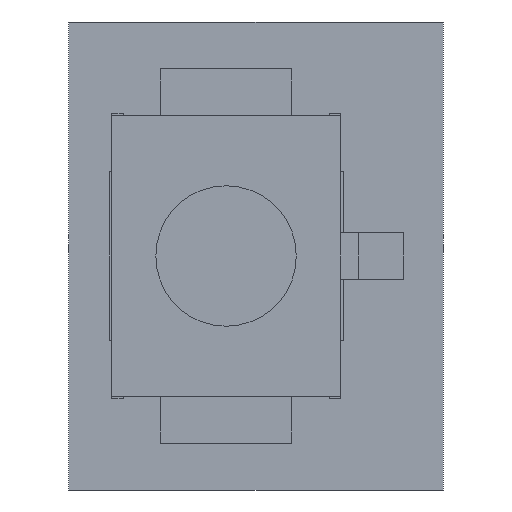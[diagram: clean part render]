
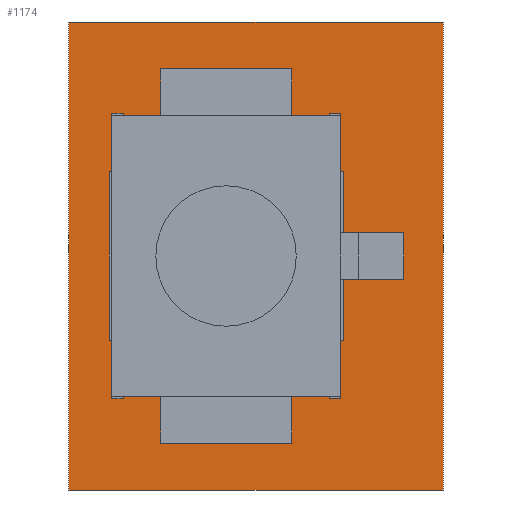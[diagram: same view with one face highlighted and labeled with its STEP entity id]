
A CAD part, left-side view. The second image highlights one B-rep face of the part: STEP entity #1174.
In plain terms, the highlighted face is planar.
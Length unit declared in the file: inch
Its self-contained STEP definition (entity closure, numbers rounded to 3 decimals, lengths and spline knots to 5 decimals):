
#5 = VERTEX_POINT ( 'NONE', #890 ) ;
#28 = FACE_OUTER_BOUND ( 'NONE', #1183, .T. ) ;
#64 = LINE ( 'NONE', #2862, #2975 ) ;
#286 = VECTOR ( 'NONE', #1526, 39.37008 ) ;
#316 = LINE ( 'NONE', #979, #1082 ) ;
#350 = ORIENTED_EDGE ( 'NONE', *, *, #2328, .F. ) ;
#528 = DIRECTION ( 'NONE',  ( 1., 0., 0. ) ) ;
#712 = DIRECTION ( 'NONE',  ( 0., 0., 1. ) ) ;
#717 = EDGE_CURVE ( 'NONE', #1904, #2464, #64, .T. ) ;
#730 = DIRECTION ( 'NONE',  ( 1., 0., 0. ) ) ;
#737 = CARTESIAN_POINT ( 'NONE',  ( 0., 0., 0.05945 ) ) ;
#779 = LINE ( 'NONE', #2215, #286 ) ;
#876 = LINE ( 'NONE', #1150, #2006 ) ;
#890 = CARTESIAN_POINT ( 'NONE',  ( 6.22047, -3.18898, 0.05945 ) ) ;
#899 = DIRECTION ( 'NONE',  ( 0., 1., 0. ) ) ;
#979 = CARTESIAN_POINT ( 'NONE',  ( 6.41732, -3.0315, 0.05945 ) ) ;
#1070 = ORIENTED_EDGE ( 'NONE', *, *, #717, .F. ) ;
#1082 = VECTOR ( 'NONE', #1674, 39.37008 ) ;
#1150 = CARTESIAN_POINT ( 'NONE',  ( 6.22047, -3.18898, 0.05945 ) ) ;
#1174 = ADVANCED_FACE ( 'NONE', ( #28 ), #1876, .T. ) ;
#1182 = CARTESIAN_POINT ( 'NONE',  ( 6.22047, -3.0315, 0.05945 ) ) ;
#1183 = EDGE_LOOP ( 'NONE', ( #350, #1070, #2650, #2733 ) ) ;
#1278 = AXIS2_PLACEMENT_3D ( 'NONE', #737, #712, #528 ) ;
#1354 = CARTESIAN_POINT ( 'NONE',  ( 6.41732, -3.18898, 0.05945 ) ) ;
#1526 = DIRECTION ( 'NONE',  ( -1., 0., 0. ) ) ;
#1674 = DIRECTION ( 'NONE',  ( 0., -1., 0. ) ) ;
#1876 = PLANE ( 'NONE',  #1278 ) ;
#1904 = VERTEX_POINT ( 'NONE', #1182 ) ;
#2006 = VECTOR ( 'NONE', #899, 39.37008 ) ;
#2215 = CARTESIAN_POINT ( 'NONE',  ( 6.41732, -3.18898, 0.05945 ) ) ;
#2270 = VERTEX_POINT ( 'NONE', #1354 ) ;
#2328 = EDGE_CURVE ( 'NONE', #2464, #2270, #316, .T. ) ;
#2464 = VERTEX_POINT ( 'NONE', #2719 ) ;
#2493 = EDGE_CURVE ( 'NONE', #2270, #5, #779, .T. ) ;
#2635 = EDGE_CURVE ( 'NONE', #5, #1904, #876, .T. ) ;
#2650 = ORIENTED_EDGE ( 'NONE', *, *, #2635, .F. ) ;
#2719 = CARTESIAN_POINT ( 'NONE',  ( 6.41732, -3.0315, 0.05945 ) ) ;
#2733 = ORIENTED_EDGE ( 'NONE', *, *, #2493, .F. ) ;
#2862 = CARTESIAN_POINT ( 'NONE',  ( 6.22047, -3.0315, 0.05945 ) ) ;
#2975 = VECTOR ( 'NONE', #730, 39.37008 ) ;
